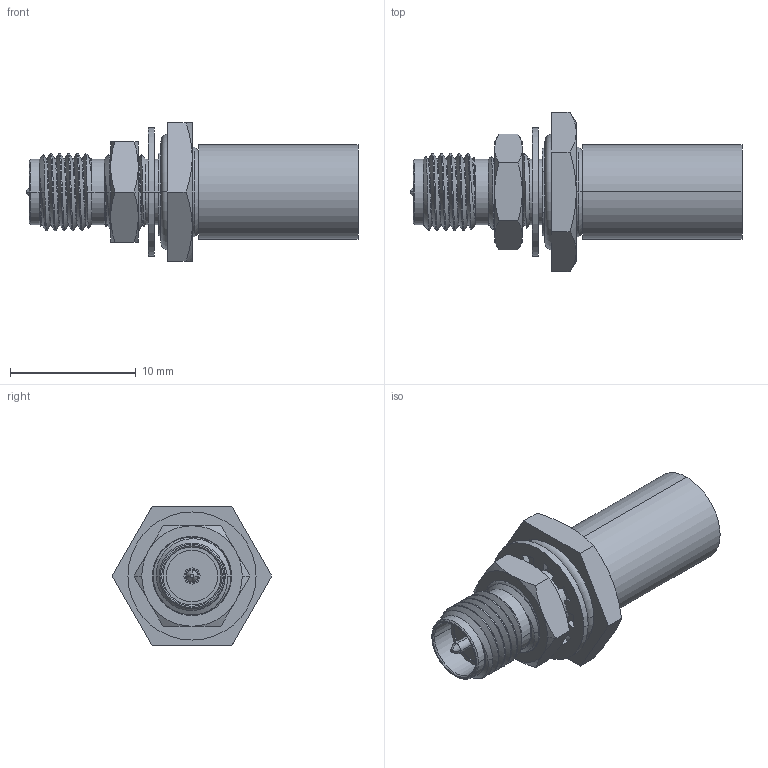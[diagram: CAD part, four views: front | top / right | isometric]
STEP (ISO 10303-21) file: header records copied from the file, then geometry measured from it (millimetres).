
FILE_DESCRIPTION (( 'STEP AP214' ), '1' );
FILE_NAME ('FMCN5366_3D.step', '2025-04-17T23:23:09', ( '' ), ( '' ), 'SwSTEP 2.0', 'SolidWorks 2022', '' );
FILE_SCHEMA (( 'AUTOMOTIVE_DESIGN' ));
Length unit declared in the file: inch
Products named in the file (7): Body^FMCN5366; O-Ring^FMCN5366; FMCN5366_3D; Contact Pin^FMCN5366; Hex Nut^FMCN5366; Washer^FMCN5366; Ferrule^FMCN5366
Assembly tree (6 placements, depth 2):
  FMCN5366_3D
    Body^FMCN5366
    O-Ring^FMCN5366
    Washer^FMCN5366
    Hex Nut^FMCN5366
    Ferrule^FMCN5366
    Contact Pin^FMCN5366
Bounding box: 26.45 x 12.7 x 11 mm (x, y, z)
Volume: 785.7 mm3; surface area: 1891.3 mm2
Topology: 6 solids, 6 shells, 205 faces, 501 edges, 315 vertices
Faces by surface type: cylinder 81, plane 56, cone 40, sphere 16, bspline 6, torus 6
Entity records: 8233 total; most frequent: CARTESIAN_POINT 3136, DIRECTION 1039, ORIENTED_EDGE 998, EDGE_CURVE 499, AXIS2_PLACEMENT_3D 421, VERTEX_POINT 315, EDGE_LOOP 224, CIRCLE 213
